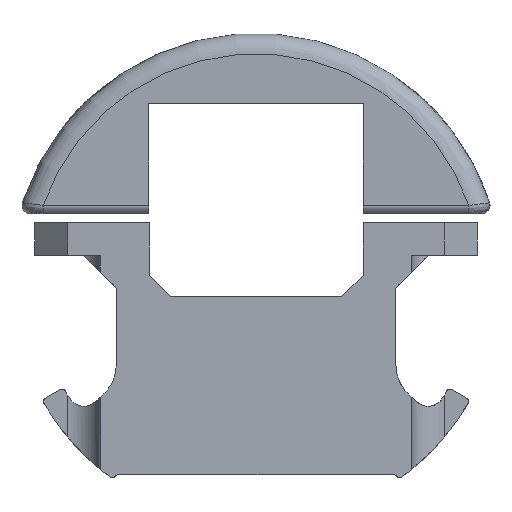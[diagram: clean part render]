
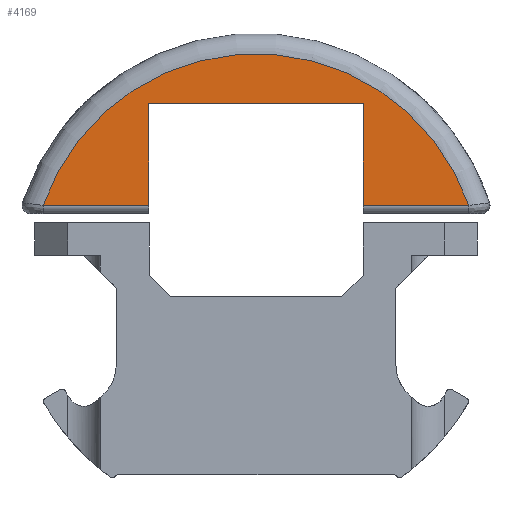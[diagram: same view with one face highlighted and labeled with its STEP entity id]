
A CAD part, front view. The second image highlights one B-rep face of the part: STEP entity #4169.
In plain terms, the highlighted planar face has unit normal (0, -1, 0).
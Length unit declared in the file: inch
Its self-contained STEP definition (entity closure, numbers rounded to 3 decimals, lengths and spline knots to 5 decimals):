
#103=PLANE('',#4474);
#259=FACE_OUTER_BOUND('',#494,.T.);
#494=EDGE_LOOP('',(#2977,#2978,#2979,#2980,#2981,#2982));
#805=LINE('',#6516,#1208);
#808=LINE('',#6592,#1211);
#809=LINE('',#6595,#1212);
#810=LINE('',#6597,#1213);
#811=LINE('',#6598,#1214);
#1208=VECTOR('',#5038,0.3937);
#1211=VECTOR('',#5051,0.3937);
#1212=VECTOR('',#5054,0.3937);
#1213=VECTOR('',#5055,0.3937);
#1214=VECTOR('',#5056,0.3937);
#1601=CIRCLE('',#4475,1.375);
#1814=VERTEX_POINT('',#6506);
#1815=VERTEX_POINT('',#6514);
#1818=VERTEX_POINT('',#6572);
#1820=VERTEX_POINT('',#6588);
#1822=VERTEX_POINT('',#6594);
#1823=VERTEX_POINT('',#6596);
#2263=EDGE_CURVE('',#1815,#1814,#805,.T.);
#2272=EDGE_CURVE('',#1818,#1820,#808,.T.);
#2273=EDGE_CURVE('',#1815,#1822,#809,.T.);
#2274=EDGE_CURVE('',#1822,#1823,#810,.T.);
#2275=EDGE_CURVE('',#1823,#1820,#811,.T.);
#2276=EDGE_CURVE('',#1814,#1818,#1601,.T.);
#2977=ORIENTED_EDGE('',*,*,#2263,.F.);
#2978=ORIENTED_EDGE('',*,*,#2273,.T.);
#2979=ORIENTED_EDGE('',*,*,#2274,.T.);
#2980=ORIENTED_EDGE('',*,*,#2275,.T.);
#2981=ORIENTED_EDGE('',*,*,#2272,.F.);
#2982=ORIENTED_EDGE('',*,*,#2276,.F.);
#4169=ADVANCED_FACE('',(#259),#103,.T.);
#4474=AXIS2_PLACEMENT_3D('',#6593,#5052,#5053);
#4475=AXIS2_PLACEMENT_3D('',#6599,#5057,#5058);
#5038=DIRECTION('',(-1.,0.,0.));
#5051=DIRECTION('',(-1.,0.,0.));
#5052=DIRECTION('center_axis',(0.,-1.,0.));
#5053=DIRECTION('ref_axis',(1.,0.,0.));
#5054=DIRECTION('',(0.,0.,1.));
#5055=DIRECTION('',(1.,0.,0.));
#5056=DIRECTION('',(0.,0.,-1.));
#5057=DIRECTION('center_axis',(0.,1.,0.));
#5058=DIRECTION('ref_axis',(0.,0.,1.));
#6506=CARTESIAN_POINT('',(-1.29928,-1.25,0.45));
#6514=CARTESIAN_POINT('',(-0.6535,-1.25,0.45));
#6516=CARTESIAN_POINT('',(-0.42675,-1.25,0.45));
#6572=CARTESIAN_POINT('',(1.29928,-1.25,0.45));
#6588=CARTESIAN_POINT('',(0.6535,-1.25,0.45));
#6592=CARTESIAN_POINT('',(0.72284,-1.25,0.45));
#6593=CARTESIAN_POINT('Origin',(0.,-1.25,0.95));
#6594=CARTESIAN_POINT('',(-0.6535,-1.25,1.072));
#6595=CARTESIAN_POINT('',(-0.6535,-1.25,0.986));
#6596=CARTESIAN_POINT('',(0.6535,-1.25,1.072));
#6597=CARTESIAN_POINT('',(0.,-1.25,1.072));
#6598=CARTESIAN_POINT('',(0.6535,-1.25,1.022));
#6599=CARTESIAN_POINT('Origin',(0.,-1.25,0.));
